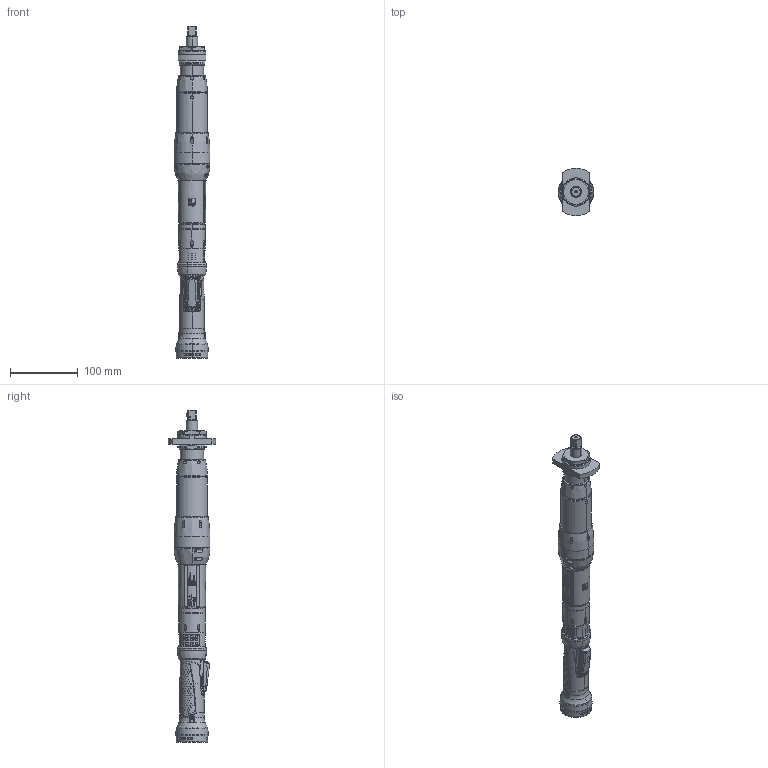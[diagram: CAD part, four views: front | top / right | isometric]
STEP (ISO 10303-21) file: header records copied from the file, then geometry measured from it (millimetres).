
FILE_DESCRIPTION((''),'2;1');
FILE_NAME('ASM0083_ASM','2024-05-16T10:00:51',('INEdipo'),(''),'CREO PARAMETRIC BY PTC INC, 2022414','CREO PARAMETRIC BY PTC INC, 2022414','');
FILE_SCHEMA(('AP242_MANAGED_MODEL_BASED_3D_ENGINEERING_MIM_LF { 1 0 10303 442 1 1 4 }'));
Products named in the file (3): E1; E2; ASM0083_ASM
Assembly tree (2 placements, depth 2):
  ASM0083_ASM
    E1
    E2
Bounding box: 53 x 70 x 489.48 mm (x, y, z)
Volume: 652724.8 mm3; surface area: 93732.7 mm2
Topology: 3 solids, 5 shells, 4276 faces, 11516 edges, 7516 vertices
Faces by surface type: plane 1817, bspline 788, extrusion 733, cylinder 713, cone 104, torus 70, sphere 32, revolution 19
Entity records: 229878 total; most frequent: CARTESIAN_POINT 112240, ORIENTED_EDGE 23020, DIRECTION 14387, EDGE_CURVE 11510, VERTEX_POINT 7516, B_SPLINE_CURVE_WITH_KNOTS 5892, VECTOR 5320, EDGE_LOOP 4618
